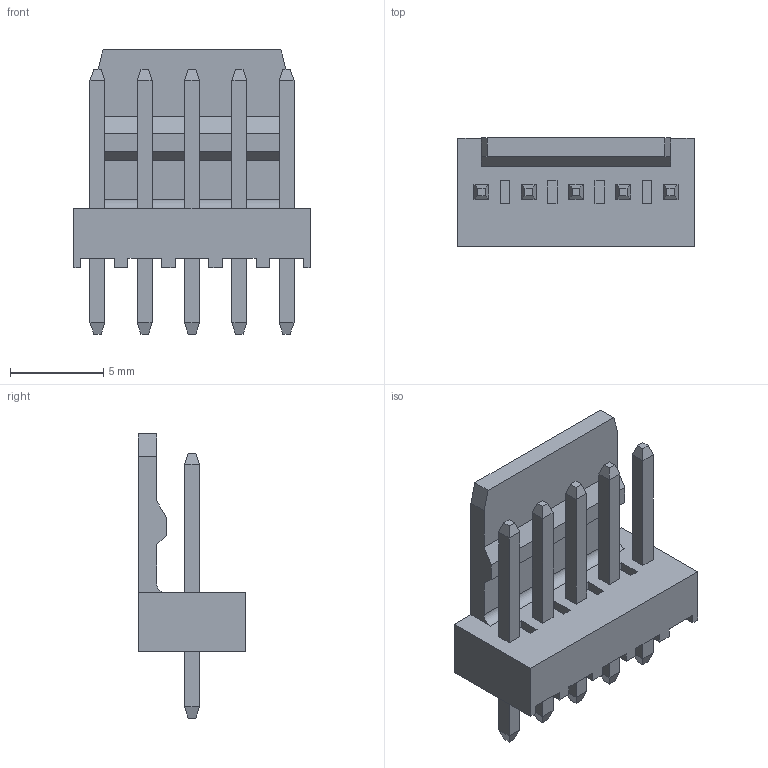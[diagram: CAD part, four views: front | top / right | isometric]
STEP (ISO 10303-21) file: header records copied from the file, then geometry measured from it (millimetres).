
FILE_DESCRIPTION(('STEP AP214'),'1');
FILE_NAME('CONN-TH_22272051.stp','2021-08-18T13:55:22',(' '),(' '),'Spatial InterOp 3D',' ',' ');
FILE_SCHEMA(('AUTOMOTIVE_DESIGN { 1 0 10303 214 1 1 1 1 }'));
Length unit declared in the file: millimetre
Products named in the file (1): 365
Bounding box: 12.7 x 5.8 x 15.26 mm (x, y, z)
Volume: 335.5 mm3; surface area: 671.2 mm2
Topology: 1 solids, 1 shells, 249 faces, 638 edges, 412 vertices
Faces by surface type: plane 248, cylinder 1
Entity records: 9355 total; most frequent: CARTESIAN_POINT 1301, ORIENTED_EDGE 1276, DIRECTION 1142, EDGE_CURVE 638, LINE 636, VECTOR 636, VERTEX_POINT 412, EDGE_LOOP 270
